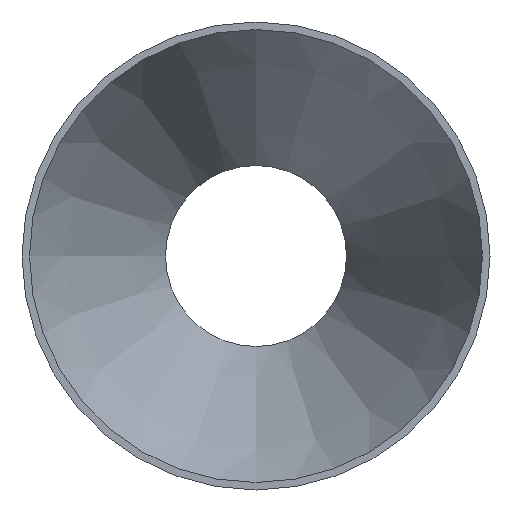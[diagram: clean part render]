
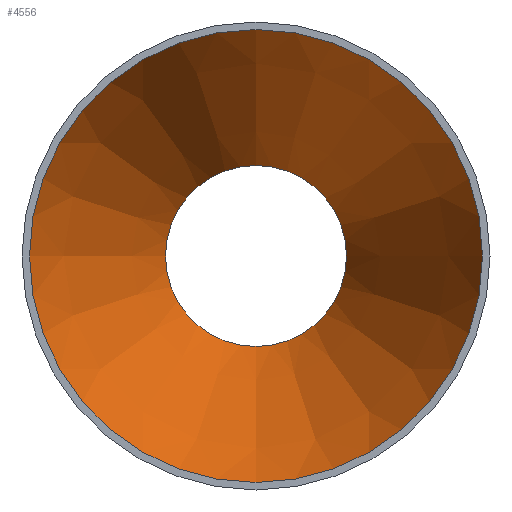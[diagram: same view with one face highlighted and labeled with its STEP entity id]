
A CAD part, front view. The second image highlights one B-rep face of the part: STEP entity #4556.
In plain terms, the highlighted conical face has half-angle 24.027 degrees and reference radius 132.12 mm.
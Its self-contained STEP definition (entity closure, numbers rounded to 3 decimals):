
#1169 = CIRCLE ( 'NONE', #9420, 132.121 ) ;
#1418 = EDGE_LOOP ( 'NONE', ( #21623 ) ) ;
#1420 = ORIENTED_EDGE ( 'NONE', *, *, #6747, .F. ) ;
#1650 = VERTEX_POINT ( 'NONE', #19609 ) ;
#2479 = DIRECTION ( 'NONE',  ( 0., -1., 0. ) ) ;
#3113 = DIRECTION ( 'NONE',  ( 0., 0., -1. ) ) ;
#3480 = DIRECTION ( 'NONE',  ( 0., -1., 0. ) ) ;
#4138 = EDGE_LOOP ( 'NONE', ( #1420 ) ) ;
#4361 = DIRECTION ( 'NONE',  ( 0., 0., -1. ) ) ;
#4556 = ADVANCED_FACE ( 'NONE', ( #18649, #13298 ), #8713, .F. ) ;
#4582 = AXIS2_PLACEMENT_3D ( 'NONE', #10010, #2479, #4361 ) ;
#4665 = CARTESIAN_POINT ( 'NONE',  ( 0., 178., 0. ) ) ;
#5252 = DIRECTION ( 'NONE',  ( 0., 0., -1. ) ) ;
#6747 = EDGE_CURVE ( 'NONE', #21498, #21498, #17017, .T. ) ;
#8713 = CONICAL_SURFACE ( 'NONE', #4582, 132.121, 0.419 ) ;
#9420 = AXIS2_PLACEMENT_3D ( 'NONE', #16238, #3480, #5252 ) ;
#10010 = CARTESIAN_POINT ( 'NONE',  ( 0., 0., 0. ) ) ;
#10725 = EDGE_CURVE ( 'NONE', #1650, #1650, #1169, .T. ) ;
#13298 = FACE_OUTER_BOUND ( 'NONE', #1418, .T. ) ;
#16238 = CARTESIAN_POINT ( 'NONE',  ( 0., 0., 0. ) ) ;
#17017 = CIRCLE ( 'NONE', #20408, 52.771 ) ;
#17404 = DIRECTION ( 'NONE',  ( 0., -1., 0. ) ) ;
#18649 = FACE_BOUND ( 'NONE', #4138, .T. ) ;
#19609 = CARTESIAN_POINT ( 'NONE',  ( 0., 0., -132.121 ) ) ;
#20408 = AXIS2_PLACEMENT_3D ( 'NONE', #4665, #17404, #3113 ) ;
#21498 = VERTEX_POINT ( 'NONE', #21734 ) ;
#21623 = ORIENTED_EDGE ( 'NONE', *, *, #10725, .T. ) ;
#21734 = CARTESIAN_POINT ( 'NONE',  ( 0., 178., -52.771 ) ) ;
